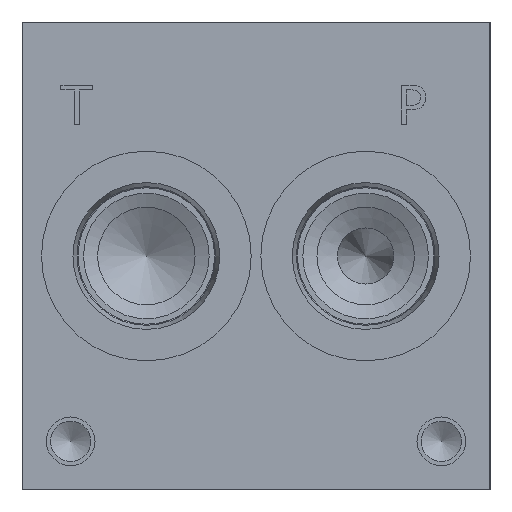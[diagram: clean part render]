
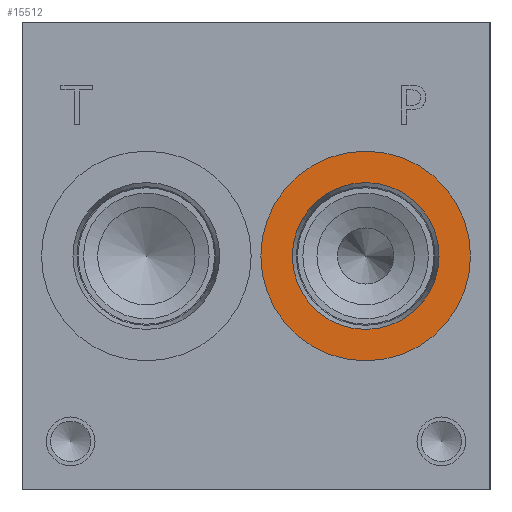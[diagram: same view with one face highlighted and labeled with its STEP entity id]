
A CAD part, left-side view. The second image highlights one B-rep face of the part: STEP entity #15512.
In plain terms, the highlighted planar face has unit normal (-1, 0, 0).
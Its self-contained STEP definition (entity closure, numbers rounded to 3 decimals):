
#637=CIRCLE('',#16561,17.069);
#638=CIRCLE('',#16562,17.069);
#639=CIRCLE('',#16563,11.951);
#764=FACE_BOUND('',#3077,.T.);
#2163=FACE_OUTER_BOUND('',#3076,.T.);
#3076=EDGE_LOOP('',(#13624,#13625));
#3077=EDGE_LOOP('',(#13626));
#7270=VERTEX_POINT('',#26978);
#7271=VERTEX_POINT('',#26979);
#7272=VERTEX_POINT('',#26982);
#9421=EDGE_CURVE('',#7270,#7271,#637,.T.);
#9422=EDGE_CURVE('',#7271,#7270,#638,.T.);
#9423=EDGE_CURVE('',#7272,#7272,#639,.T.);
#13624=ORIENTED_EDGE('',*,*,#9421,.T.);
#13625=ORIENTED_EDGE('',*,*,#9422,.T.);
#13626=ORIENTED_EDGE('',*,*,#9423,.F.);
#14183=PLANE('',#16560);
#15512=ADVANCED_FACE('',(#2163,#764),#14183,.T.);
#16560=AXIS2_PLACEMENT_3D('',#26977,#19953,#19954);
#16561=AXIS2_PLACEMENT_3D('',#26980,#19955,#19956);
#16562=AXIS2_PLACEMENT_3D('',#26981,#19957,#19958);
#16563=AXIS2_PLACEMENT_3D('',#26983,#19959,#19960);
#19953=DIRECTION('center_axis',(-1.,0.,0.));
#19954=DIRECTION('ref_axis',(0.,1.,0.));
#19955=DIRECTION('center_axis',(-1.,0.,0.));
#19956=DIRECTION('ref_axis',(0.,1.,0.));
#19957=DIRECTION('center_axis',(-1.,0.,0.));
#19958=DIRECTION('ref_axis',(0.,1.,0.));
#19959=DIRECTION('center_axis',(-1.,0.,0.));
#19960=DIRECTION('ref_axis',(0.,1.,0.));
#26977=CARTESIAN_POINT('Origin',(0.787,20.244,38.1));
#26978=CARTESIAN_POINT('',(0.787,37.313,38.1));
#26979=CARTESIAN_POINT('',(0.787,3.175,38.1));
#26980=CARTESIAN_POINT('Origin',(0.787,20.244,38.1));
#26981=CARTESIAN_POINT('Origin',(0.787,20.244,38.1));
#26982=CARTESIAN_POINT('',(0.787,8.293,38.1));
#26983=CARTESIAN_POINT('Origin',(0.787,20.244,38.1));
